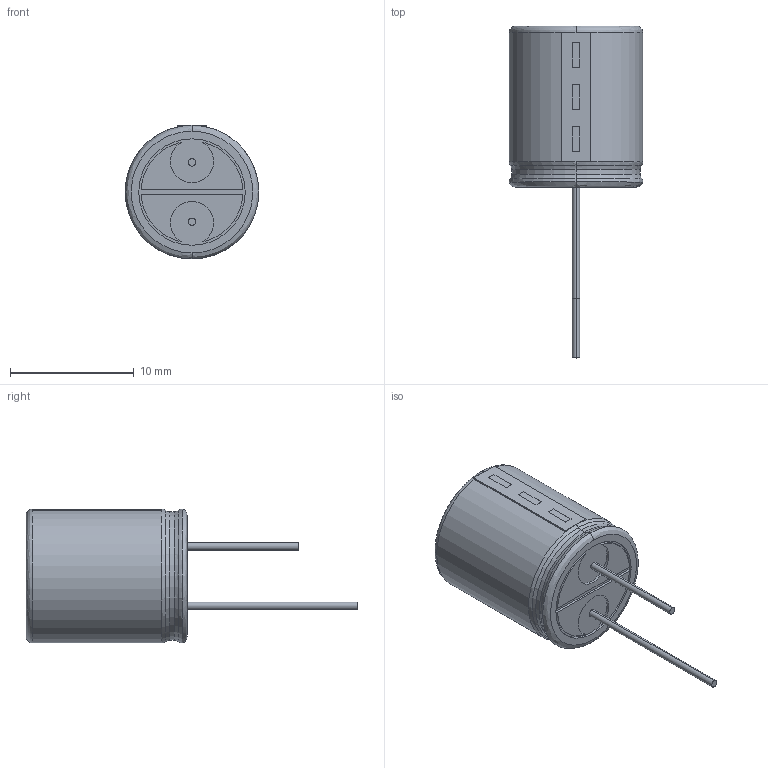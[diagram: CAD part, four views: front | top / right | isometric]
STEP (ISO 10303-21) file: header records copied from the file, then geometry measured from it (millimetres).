
FILE_DESCRIPTION (( 'STEP AP214' ), '1' );
FILE_NAME ('CAP 10.STEP', '2011-05-17T13:32:28', ( 'admin' ), ( '' ), 'SwSTEP 2.0', 'SolidWorks 2010', '' );
FILE_SCHEMA (( 'AUTOMOTIVE_DESIGN' ));
Length unit declared in the file: millimetre
Products named in the file (1): CAP 10
Bounding box: 10.8 x 26.8 x 10.81 mm (x, y, z)
Volume: 1179.2 mm3; surface area: 679.7 mm2
Topology: 2 solids, 2 shells, 82 faces, 178 edges, 108 vertices
Faces by surface type: plane 51, cylinder 19, bspline 12
Entity records: 3291 total; most frequent: CARTESIAN_POINT 567, DIRECTION 380, ORIENTED_EDGE 356, EDGE_CURVE 178, AXIS2_PLACEMENT_3D 137, VERTEX_POINT 108, LINE 106, VECTOR 106
